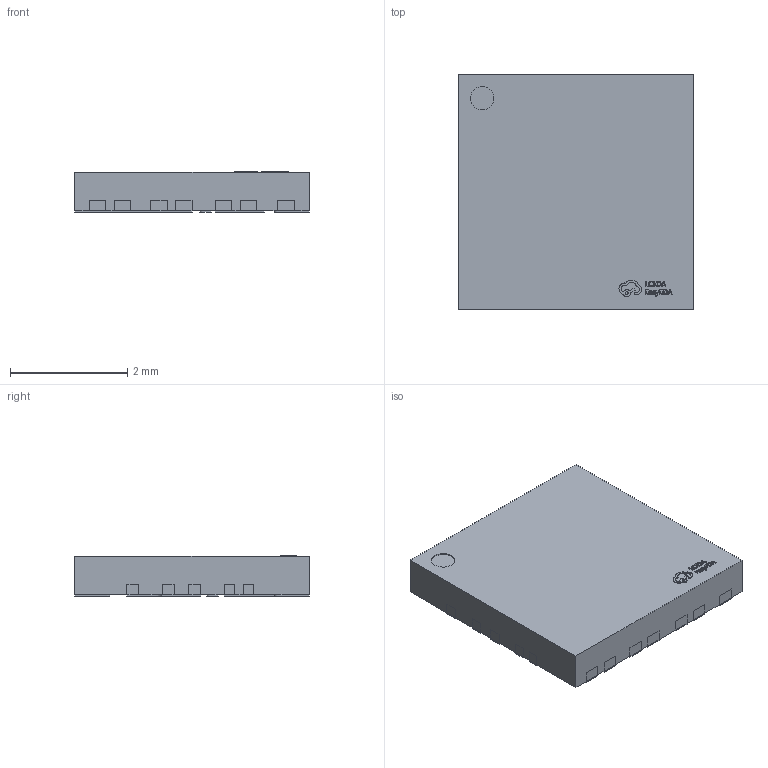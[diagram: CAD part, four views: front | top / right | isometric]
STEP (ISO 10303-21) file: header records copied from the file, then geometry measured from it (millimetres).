
FILE_DESCRIPTION (( 'STEP AP214' ), '1' );
FILE_NAME ('QFN-20_L4.0-W4.0-H0.7-P0.45-BL.step', '2022-07-15T02:59:18', ( '' ), ( '' ), 'SwSTEP 2.0', 'SolidWorks 2020', '' );
FILE_SCHEMA (( 'AUTOMOTIVE_DESIGN' ));
Length unit declared in the file: millimetre
Products named in the file (1): QFN-20_L4.0-W4.0-H0.7-P0.45-BL
Bounding box: 4 x 4 x 0.69 mm (x, y, z)
Volume: 10.6 mm3; surface area: 84.2 mm2
Topology: 41 solids, 41 shells, 804 faces, 2085 edges, 1390 vertices
Faces by surface type: plane 567, cylinder 125, bspline 112
Entity records: 34136 total; most frequent: CARTESIAN_POINT 6384, ORIENTED_EDGE 4170, DIRECTION 3493, EDGE_CURVE 2085, VECTOR 1607, LINE 1607, VERTEX_POINT 1390, AXIS2_PLACEMENT_3D 943
